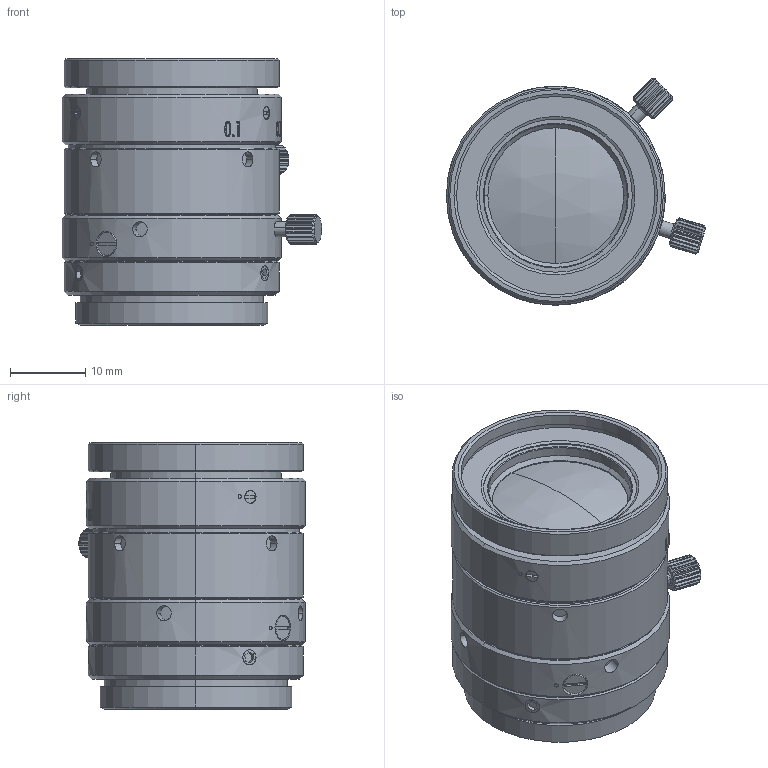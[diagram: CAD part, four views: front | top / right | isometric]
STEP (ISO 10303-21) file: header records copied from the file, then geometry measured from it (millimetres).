
FILE_DESCRIPTION (( 'STEP AP203' ), '1' );
FILE_NAME ('EDA16E.STEP', '2021-03-17T01:28:48', ( '' ), ( '' ), 'SwSTEP 2.0', 'SolidWorks 2020', '' );
FILE_SCHEMA (( 'CONFIG_CONTROL_DESIGN' ));
Length unit declared in the file: millimetre
Products named in the file (5): EDA16E; レンズ枠; フォーカス環; 固定枠; ロックねじ
Assembly tree (5 placements, depth 2):
  EDA16E
    固定枠
    レンズ枠
    フォーカス環
    ロックねじ  x2
Bounding box: 34.36 x 30.02 x 35.37 mm (x, y, z)
Volume: 17989.8 mm3; surface area: 13336.9 mm2
Topology: 5 solids, 5 shells, 4464 faces, 12977 edges, 8613 vertices
Faces by surface type: bspline 3753, plane 400, cylinder 195, cone 108, sphere 4, torus 4
Entity records: 162796 total; most frequent: CARTESIAN_POINT 79568, ORIENTED_EDGE 25550, EDGE_CURVE 12775, B_SPLINE_CURVE_WITH_KNOTS 11404, VERTEX_POINT 8481, EDGE_LOOP 4492, ADVANCED_FACE 4391, FACE_OUTER_BOUND 4391
